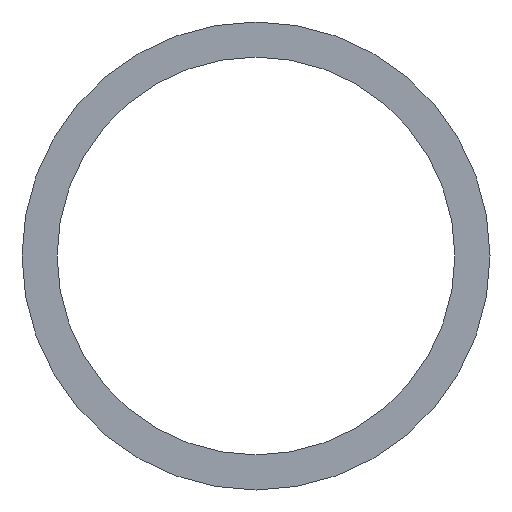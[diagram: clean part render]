
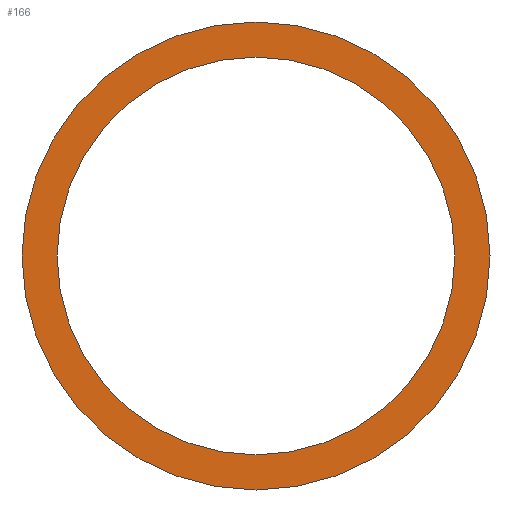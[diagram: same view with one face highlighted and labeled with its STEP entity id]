
A CAD part, front view. The second image highlights one B-rep face of the part: STEP entity #166.
In plain terms, the highlighted planar face has unit normal (0, -1, 0).
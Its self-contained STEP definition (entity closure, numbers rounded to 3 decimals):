
#1 = EDGE_CURVE ( 'NONE', #107, #72, #248, .T. ) ;
#4 = EDGE_LOOP ( 'NONE', ( #118, #188 ) ) ;
#7 = AXIS2_PLACEMENT_3D ( 'NONE', #232, #182, #247 ) ;
#26 = DIRECTION ( 'NONE',  ( 0., 1., 0. ) ) ;
#31 = CARTESIAN_POINT ( 'NONE',  ( 0., 0., 8.5 ) ) ;
#34 = DIRECTION ( 'NONE',  ( 0., 0., 1. ) ) ;
#39 = EDGE_CURVE ( 'NONE', #72, #107, #81, .T. ) ;
#54 = DIRECTION ( 'NONE',  ( 0., 1., 0. ) ) ;
#55 = CARTESIAN_POINT ( 'NONE',  ( 0., 0., 10. ) ) ;
#67 = AXIS2_PLACEMENT_3D ( 'NONE', #85, #106, #164 ) ;
#68 = DIRECTION ( 'NONE',  ( 0., 1., 0. ) ) ;
#69 = EDGE_CURVE ( 'NONE', #149, #167, #102, .T. ) ;
#72 = VERTEX_POINT ( 'NONE', #135 ) ;
#81 = CIRCLE ( 'NONE', #67, 8.5 ) ;
#83 = ORIENTED_EDGE ( 'NONE', *, *, #1, .T. ) ;
#85 = CARTESIAN_POINT ( 'NONE',  ( 0., 0., 0. ) ) ;
#102 = CIRCLE ( 'NONE', #137, 10. ) ;
#106 = DIRECTION ( 'NONE',  ( 0., 1., 0. ) ) ;
#107 = VERTEX_POINT ( 'NONE', #31 ) ;
#108 = DIRECTION ( 'NONE',  ( 0., 0., 1. ) ) ;
#118 = ORIENTED_EDGE ( 'NONE', *, *, #69, .F. ) ;
#120 = CIRCLE ( 'NONE', #7, 10. ) ;
#132 = DIRECTION ( 'NONE',  ( 0., 0., 1. ) ) ;
#135 = CARTESIAN_POINT ( 'NONE',  ( 0., 0., -8.5 ) ) ;
#137 = AXIS2_PLACEMENT_3D ( 'NONE', #206, #26, #34 ) ;
#142 = ORIENTED_EDGE ( 'NONE', *, *, #39, .T. ) ;
#149 = VERTEX_POINT ( 'NONE', #244 ) ;
#151 = PLANE ( 'NONE',  #234 ) ;
#154 = CARTESIAN_POINT ( 'NONE',  ( 0., 0., 0. ) ) ;
#155 = FACE_BOUND ( 'NONE', #220, .T. ) ;
#164 = DIRECTION ( 'NONE',  ( 0., 0., 1. ) ) ;
#166 = ADVANCED_FACE ( 'NONE', ( #228, #155 ), #151, .F. ) ;
#167 = VERTEX_POINT ( 'NONE', #55 ) ;
#182 = DIRECTION ( 'NONE',  ( 0., 1., 0. ) ) ;
#184 = AXIS2_PLACEMENT_3D ( 'NONE', #222, #68, #108 ) ;
#188 = ORIENTED_EDGE ( 'NONE', *, *, #197, .F. ) ;
#197 = EDGE_CURVE ( 'NONE', #167, #149, #120, .T. ) ;
#206 = CARTESIAN_POINT ( 'NONE',  ( 0., 0., 0. ) ) ;
#220 = EDGE_LOOP ( 'NONE', ( #142, #83 ) ) ;
#222 = CARTESIAN_POINT ( 'NONE',  ( 0., 0., 0. ) ) ;
#228 = FACE_OUTER_BOUND ( 'NONE', #4, .T. ) ;
#232 = CARTESIAN_POINT ( 'NONE',  ( 0., 0., 0. ) ) ;
#234 = AXIS2_PLACEMENT_3D ( 'NONE', #154, #54, #132 ) ;
#244 = CARTESIAN_POINT ( 'NONE',  ( 0., 0., -10. ) ) ;
#247 = DIRECTION ( 'NONE',  ( 0., 0., 1. ) ) ;
#248 = CIRCLE ( 'NONE', #184, 8.5 ) ;
